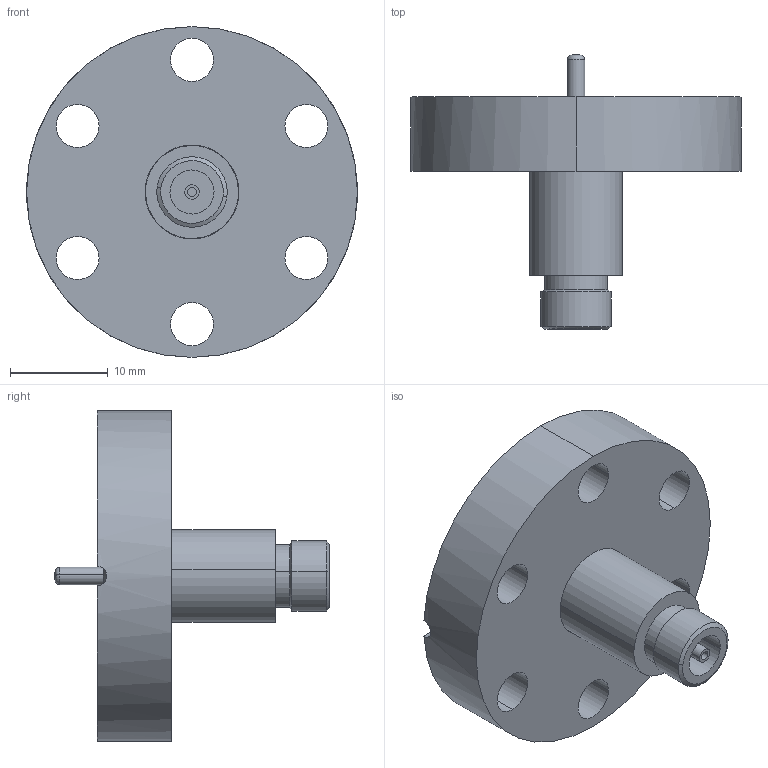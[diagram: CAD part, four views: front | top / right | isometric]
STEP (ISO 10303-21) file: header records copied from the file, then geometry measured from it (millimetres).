
FILE_DESCRIPTION (( 'STEP AP214' ), '1' );
FILE_NAME ('242-SMA50-C16.STEP', '2014-05-15T08:44:00', ( 'allectra' ), ( 'Microsoft' ), 'SwSTEP 2.0', 'SolidWorks 2013', '' );
FILE_SCHEMA (( 'AUTOMOTIVE_DESIGN' ));
Length unit declared in the file: millimetre
Products named in the file (3): 242-SMA50; 242-SMA50-C16; 411-CFB_411-CB16
Assembly tree (2 placements, depth 2):
  242-SMA50-C16
    411-CFB_411-CB16
    242-SMA50
Bounding box: 33.8 x 28 x 33.8 mm (x, y, z)
Volume: 5730.3 mm3; surface area: 4618.9 mm2
Topology: 2 solids, 2 shells, 58 faces, 132 edges, 84 vertices
Faces by surface type: cylinder 36, plane 12, cone 8, torus 2
Entity records: 1860 total; most frequent: CARTESIAN_POINT 347, DIRECTION 336, ORIENTED_EDGE 264, AXIS2_PLACEMENT_3D 145, EDGE_CURVE 132, VERTEX_POINT 84, CIRCLE 82, EDGE_LOOP 78
